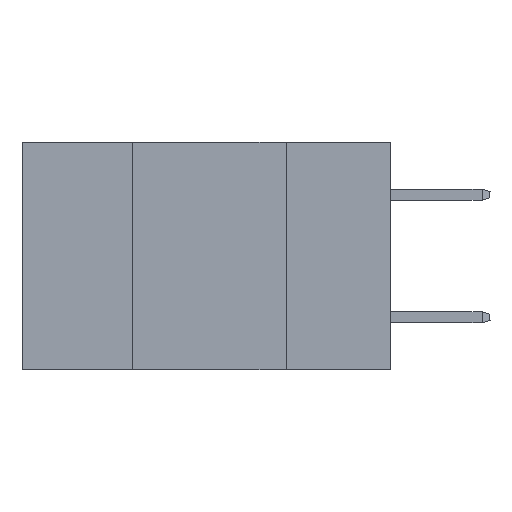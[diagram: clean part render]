
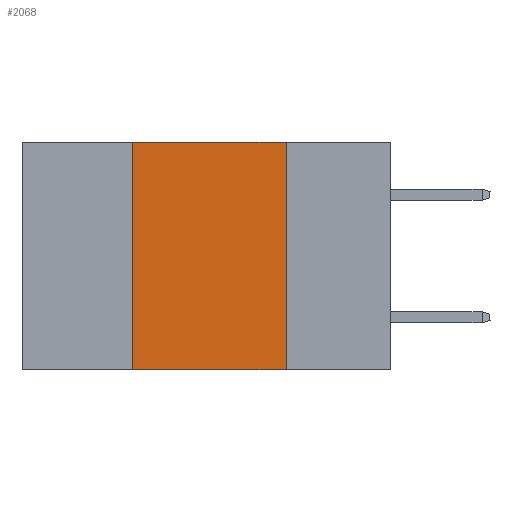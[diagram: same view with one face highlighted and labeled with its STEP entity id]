
A CAD part, left-side view. The second image highlights one B-rep face of the part: STEP entity #2068.
In plain terms, the highlighted planar face has unit normal (-1, 0, 0).
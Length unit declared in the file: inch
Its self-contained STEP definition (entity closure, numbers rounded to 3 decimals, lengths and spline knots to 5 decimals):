
#180 = VERTEX_POINT ( 'NONE', #3004 ) ;
#754 = DIRECTION ( 'NONE',  ( 1., 0., 0. ) ) ;
#989 = EDGE_CURVE ( 'NONE', #13804, #18912, #12803, .T. ) ;
#2068 = ADVANCED_FACE ( 'NONE', ( #9905 ), #19245, .F. ) ;
#3004 = CARTESIAN_POINT ( 'NONE',  ( 0., 0.42, -0.37 ) ) ;
#5175 = EDGE_CURVE ( 'NONE', #180, #23447, #12330, .T. ) ;
#6273 = VECTOR ( 'NONE', #6687, 39.37008 ) ;
#6687 = DIRECTION ( 'NONE',  ( 0., 0., 1. ) ) ;
#8989 = EDGE_CURVE ( 'NONE', #18912, #23447, #9843, .T. ) ;
#9843 = LINE ( 'NONE', #16857, #14679 ) ;
#9905 = FACE_OUTER_BOUND ( 'NONE', #19766, .T. ) ;
#10809 = ORIENTED_EDGE ( 'NONE', *, *, #989, .F. ) ;
#12330 = LINE ( 'NONE', #18593, #16581 ) ;
#12382 = LINE ( 'NONE', #15848, #6273 ) ;
#12803 = LINE ( 'NONE', #23929, #21931 ) ;
#13619 = ORIENTED_EDGE ( 'NONE', *, *, #8989, .F. ) ;
#13797 = DIRECTION ( 'NONE',  ( 0., 0., -1. ) ) ;
#13804 = VERTEX_POINT ( 'NONE', #13918 ) ;
#13918 = CARTESIAN_POINT ( 'NONE',  ( 0., 0.42, 0. ) ) ;
#14071 = CARTESIAN_POINT ( 'NONE',  ( 0., 0.17, 0. ) ) ;
#14550 = AXIS2_PLACEMENT_3D ( 'NONE', #22889, #754, #13797 ) ;
#14679 = VECTOR ( 'NONE', #22292, 39.37008 ) ;
#15848 = CARTESIAN_POINT ( 'NONE',  ( 0., 0.42, 0. ) ) ;
#15950 = ORIENTED_EDGE ( 'NONE', *, *, #16511, .F. ) ;
#16511 = EDGE_CURVE ( 'NONE', #180, #13804, #12382, .T. ) ;
#16581 = VECTOR ( 'NONE', #18669, 39.37008 ) ;
#16684 = DIRECTION ( 'NONE',  ( 0., -1., 0. ) ) ;
#16857 = CARTESIAN_POINT ( 'NONE',  ( 0., 0.17, 0. ) ) ;
#18593 = CARTESIAN_POINT ( 'NONE',  ( 0., 0.6, -0.37 ) ) ;
#18669 = DIRECTION ( 'NONE',  ( 0., -1., 0. ) ) ;
#18912 = VERTEX_POINT ( 'NONE', #14071 ) ;
#19245 = PLANE ( 'NONE',  #14550 ) ;
#19766 = EDGE_LOOP ( 'NONE', ( #13619, #10809, #15950, #23174 ) ) ;
#21931 = VECTOR ( 'NONE', #16684, 39.37008 ) ;
#22292 = DIRECTION ( 'NONE',  ( 0., 0., -1. ) ) ;
#22801 = CARTESIAN_POINT ( 'NONE',  ( 0., 0.17, -0.37 ) ) ;
#22889 = CARTESIAN_POINT ( 'NONE',  ( 0., 0.6, 0. ) ) ;
#23174 = ORIENTED_EDGE ( 'NONE', *, *, #5175, .T. ) ;
#23447 = VERTEX_POINT ( 'NONE', #22801 ) ;
#23929 = CARTESIAN_POINT ( 'NONE',  ( 0., 0.6, 0. ) ) ;
